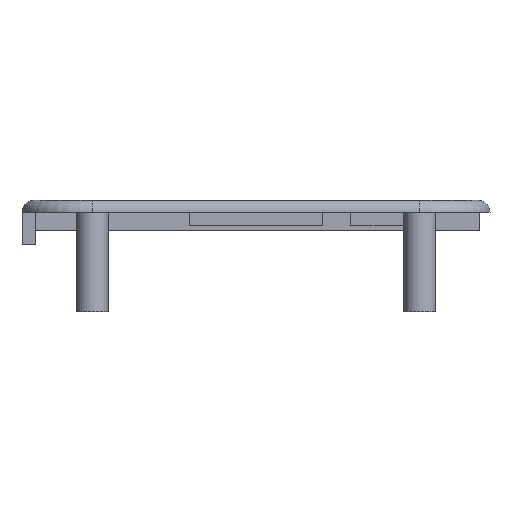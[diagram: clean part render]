
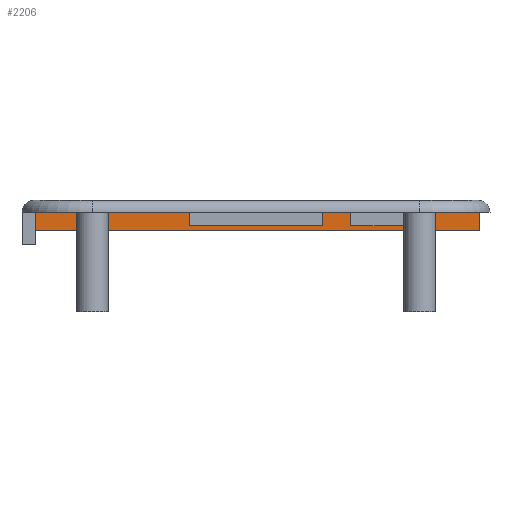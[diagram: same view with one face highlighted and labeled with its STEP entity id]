
A CAD part, left-side view. The second image highlights one B-rep face of the part: STEP entity #2206.
In plain terms, the highlighted planar face has unit normal (-1, 0, 0).
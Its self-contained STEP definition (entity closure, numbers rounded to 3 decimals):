
#96=LINE('',#3209,#342);
#104=LINE('',#3224,#350);
#105=LINE('',#3226,#351);
#119=LINE('',#3262,#365);
#120=LINE('',#3264,#366);
#245=LINE('',#3576,#491);
#258=LINE('',#3603,#504);
#260=LINE('',#3606,#506);
#342=VECTOR('',#2600,10.);
#350=VECTOR('',#2612,10.);
#351=VECTOR('',#2615,10.);
#365=VECTOR('',#2639,10.);
#366=VECTOR('',#2640,10.);
#491=VECTOR('',#2953,10.);
#504=VECTOR('',#2976,10.);
#506=VECTOR('',#2980,10.);
#684=FACE_OUTER_BOUND('',#834,.T.);
#834=EDGE_LOOP('',(#1965,#1966,#1967,#1968,#1969,#1970,#1971,#1972));
#967=VERTEX_POINT('',#3205);
#969=VERTEX_POINT('',#3208);
#973=VERTEX_POINT('',#3220);
#974=VERTEX_POINT('',#3222);
#991=VERTEX_POINT('',#3260);
#992=VERTEX_POINT('',#3263);
#1085=VERTEX_POINT('',#3574);
#1094=VERTEX_POINT('',#3602);
#1196=EDGE_CURVE('',#969,#967,#96,.T.);
#1204=EDGE_CURVE('',#973,#974,#104,.T.);
#1205=EDGE_CURVE('',#974,#969,#105,.T.);
#1223=EDGE_CURVE('',#967,#991,#119,.T.);
#1224=EDGE_CURVE('',#992,#973,#120,.T.);
#1377=EDGE_CURVE('',#991,#1085,#245,.T.);
#1390=EDGE_CURVE('',#992,#1094,#258,.T.);
#1392=EDGE_CURVE('',#1094,#1085,#260,.T.);
#1965=ORIENTED_EDGE('',*,*,#1196,.T.);
#1966=ORIENTED_EDGE('',*,*,#1223,.T.);
#1967=ORIENTED_EDGE('',*,*,#1377,.T.);
#1968=ORIENTED_EDGE('',*,*,#1392,.F.);
#1969=ORIENTED_EDGE('',*,*,#1390,.F.);
#1970=ORIENTED_EDGE('',*,*,#1224,.T.);
#1971=ORIENTED_EDGE('',*,*,#1204,.T.);
#1972=ORIENTED_EDGE('',*,*,#1205,.T.);
#2088=PLANE('',#2395);
#2206=ADVANCED_FACE('',(#684),#2088,.T.);
#2395=AXIS2_PLACEMENT_3D('',#3605,#2978,#2979);
#2600=DIRECTION('',(0.,0.,1.));
#2612=DIRECTION('',(0.,0.,-1.));
#2615=DIRECTION('',(0.,1.,0.));
#2639=DIRECTION('',(0.,1.,0.));
#2640=DIRECTION('',(0.,1.,0.));
#2953=DIRECTION('',(0.,0.,-1.));
#2976=DIRECTION('',(0.,0.,-1.));
#2978=DIRECTION('center_axis',(-1.,0.,0.));
#2979=DIRECTION('ref_axis',(0.,1.,0.));
#2980=DIRECTION('',(0.,1.,0.));
#3205=CARTESIAN_POINT('',(-10.905,24.458,4.55));
#3208=CARTESIAN_POINT('',(-10.905,24.458,2.55));
#3209=CARTESIAN_POINT('',(-10.905,24.458,4.7));
#3220=CARTESIAN_POINT('',(-10.905,11.858,4.55));
#3222=CARTESIAN_POINT('',(-10.905,11.858,2.55));
#3224=CARTESIAN_POINT('',(-10.905,11.858,4.7));
#3226=CARTESIAN_POINT('',(-10.905,11.658,2.55));
#3260=CARTESIAN_POINT('',(-10.905,72.158,4.55));
#3262=CARTESIAN_POINT('',(-10.905,21.908,4.55));
#3263=CARTESIAN_POINT('',(-10.905,5.158,4.55));
#3264=CARTESIAN_POINT('',(-10.905,21.908,4.55));
#3574=CARTESIAN_POINT('',(-10.905,72.158,1.85));
#3576=CARTESIAN_POINT('',(-10.905,72.158,4.85));
#3602=CARTESIAN_POINT('',(-10.905,5.158,1.85));
#3603=CARTESIAN_POINT('',(-10.905,5.158,4.85));
#3605=CARTESIAN_POINT('Origin',(-10.905,5.158,4.85));
#3606=CARTESIAN_POINT('',(-10.905,72.158,1.85));
